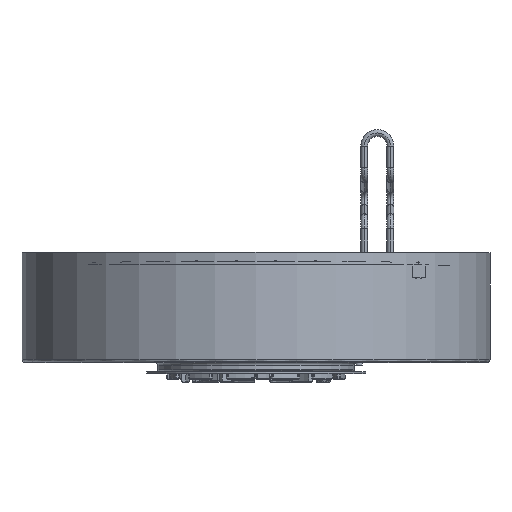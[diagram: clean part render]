
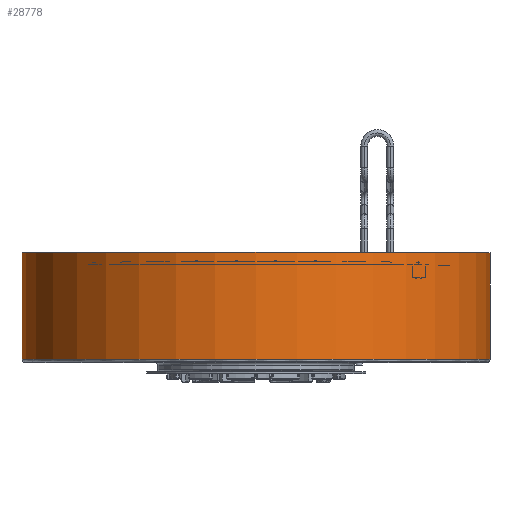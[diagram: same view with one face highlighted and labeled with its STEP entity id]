
A CAD part, top view. The second image highlights one B-rep face of the part: STEP entity #28778.
In plain terms, the highlighted cylindrical face has radius 40.64 mm (diameter 81.28 mm), a partial arc.
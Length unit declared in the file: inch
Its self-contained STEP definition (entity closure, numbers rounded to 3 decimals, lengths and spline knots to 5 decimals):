
#3367=CARTESIAN_POINT('',(0.,0.02,0.));
#3368=DIRECTION('',(0.,1.,0.));
#3369=DIRECTION('',(-1.,0.,0.));
#3370=AXIS2_PLACEMENT_3D('',#3367,#3368,#3369);
#3554=DIRECTION('',(0.,1.,0.));
#3555=VECTOR('',#3554,0.729);
#3556=CARTESIAN_POINT('',(1.6,0.02,0.));
#3557=LINE('',#3556,#3555);
#3558=DIRECTION('',(0.,1.,0.));
#3559=VECTOR('',#3558,0.729);
#3560=CARTESIAN_POINT('',(-1.6,0.02,0.));
#3561=LINE('',#3560,#3559);
#3580=CARTESIAN_POINT('',(0.,0.749,0.));
#3581=DIRECTION('',(0.,-1.,0.));
#3582=DIRECTION('',(1.,0.,0.));
#3583=AXIS2_PLACEMENT_3D('',#3580,#3581,#3582);
#20845=CARTESIAN_POINT('',(1.6,0.749,0.));
#20846=CARTESIAN_POINT('',(-1.6,0.749,0.));
#20847=VERTEX_POINT('',#20845);
#20848=VERTEX_POINT('',#20846);
#20886=CARTESIAN_POINT('',(-1.6,0.02,0.));
#20888=VERTEX_POINT('',#20886);
#20889=CARTESIAN_POINT('',(1.6,0.02,0.));
#20890=VERTEX_POINT('',#20889);
#28766=CARTESIAN_POINT('',(0.,0.78945,0.));
#28767=DIRECTION('',(0.,-1.,0.));
#28768=DIRECTION('',(-1.,0.,0.));
#28769=AXIS2_PLACEMENT_3D('',#28766,#28767,#28768);
#28770=CYLINDRICAL_SURFACE('',#28769,1.6);
#28771=ORIENTED_EDGE('',*,*,#28460,.F.);
#28772=ORIENTED_EDGE('',*,*,#28749,.T.);
#28774=ORIENTED_EDGE('',*,*,#28773,.F.);
#28775=ORIENTED_EDGE('',*,*,#28745,.F.);
#28776=EDGE_LOOP('',(#28771,#28772,#28774,#28775));
#28777=FACE_OUTER_BOUND('',#28776,.F.);
#28778=ADVANCED_FACE('',(#28777),#28770,.T.);
#3371=CIRCLE('',#3370,1.6);
#3584=CIRCLE('',#3583,1.6);
#28460=EDGE_CURVE('',#20888,#20890,#3371,.T.);
#28745=EDGE_CURVE('',#20890,#20847,#3557,.T.);
#28749=EDGE_CURVE('',#20888,#20848,#3561,.T.);
#28773=EDGE_CURVE('',#20847,#20848,#3584,.T.);
